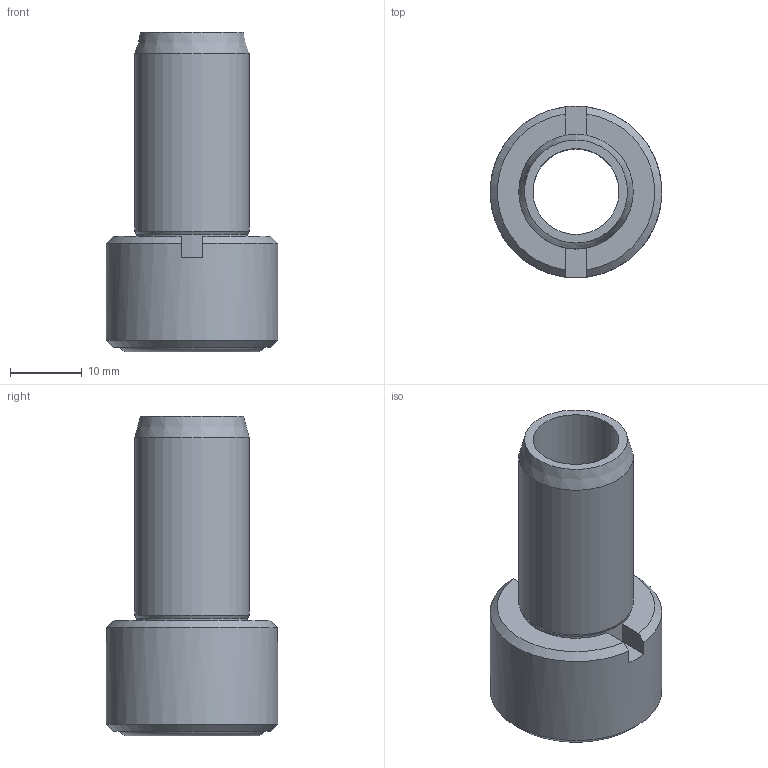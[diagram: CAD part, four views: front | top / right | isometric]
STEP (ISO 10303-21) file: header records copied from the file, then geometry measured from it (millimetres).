
FILE_DESCRIPTION((''),'1');
FILE_NAME('HSK100-CPM.stp','2023-11-30T01:34:33',(''),(''),'Spatial Interop R21 SP3','Kubotek KeyCreator 2011 V10.0.2 (22737)',' ');
FILE_SCHEMA(('automotive_design'));
Length unit declared in the file: millimetre
Products named in the file (2): 240[2]
Bounding box: 24 x 24 x 44.63 mm (x, y, z)
Volume: 7546.1 mm3; surface area: 6789.5 mm2
Topology: 2 solids, 2 shells, 31 faces, 67 edges, 42 vertices
Faces by surface type: plane 14, cylinder 9, cone 7, torus 1
Full cylindrical faces by diameter (mm): 12 x1, 15.5 x2, 15.6 x2, 16 x1, 20.1 x2, 24 x1
Entity records: 1435 total; most frequent: DIRECTION 142, CARTESIAN_POINT 131, PRESENTATION_STYLE_ASSIGNMENT 116, COLOUR_RGB 116, ORIENTED_EDGE 100, STYLED_ITEM 83, CURVE_STYLE 83, DRAUGHTING_PRE_DEFINED_CURVE_FONT 83
